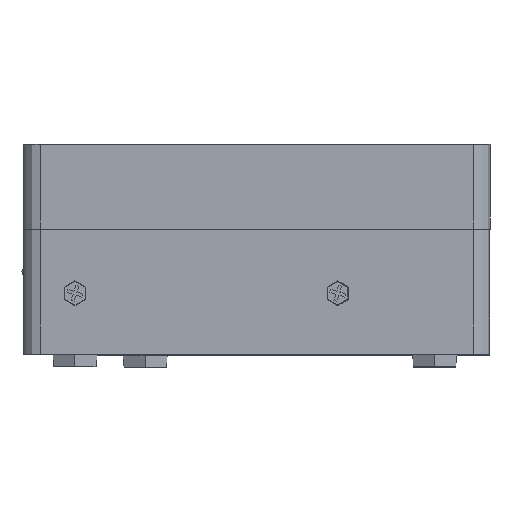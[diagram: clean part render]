
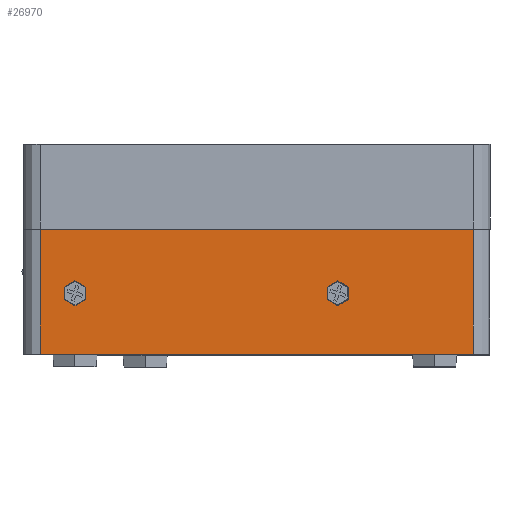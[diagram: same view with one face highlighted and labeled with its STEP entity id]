
A CAD part, top view. The second image highlights one B-rep face of the part: STEP entity #26970.
In plain terms, the highlighted planar face has unit normal (0, 0, 1).
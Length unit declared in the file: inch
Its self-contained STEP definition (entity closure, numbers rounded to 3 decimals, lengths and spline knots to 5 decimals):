
#1096 = DIRECTION ( 'NONE',  ( 0., 0., 1. ) ) ;
#1245 = EDGE_CURVE ( 'NONE', #25773, #10303, #21855, .T. ) ;
#1760 = ORIENTED_EDGE ( 'NONE', *, *, #1245, .F. ) ;
#1990 = CIRCLE ( 'NONE', #50001, 0.1125 ) ;
#2605 = VECTOR ( 'NONE', #13169, 39.37008 ) ;
#2987 = LINE ( 'NONE', #19340, #2605 ) ;
#3069 = VECTOR ( 'NONE', #7303, 39.37008 ) ;
#3372 = FACE_BOUND ( 'NONE', #27884, .T. ) ;
#4459 = VECTOR ( 'NONE', #43395, 39.37008 ) ;
#6391 = ORIENTED_EDGE ( 'NONE', *, *, #39079, .T. ) ;
#6957 = CARTESIAN_POINT ( 'NONE',  ( -4.06079, 1.125, 5.91 ) ) ;
#7303 = DIRECTION ( 'NONE',  ( 1., 0., 0. ) ) ;
#8276 = CIRCLE ( 'NONE', #17680, 0.1125 ) ;
#8511 = DIRECTION ( 'NONE',  ( 0., 1., 0. ) ) ;
#8789 = VERTEX_POINT ( 'NONE', #50585 ) ;
#8932 = CARTESIAN_POINT ( 'NONE',  ( -3.74579, 0.55, 5.91 ) ) ;
#10120 = CARTESIAN_POINT ( 'NONE',  ( -1.37079, 0.55, 5.91 ) ) ;
#10303 = VERTEX_POINT ( 'NONE', #39502 ) ;
#10434 = ORIENTED_EDGE ( 'NONE', *, *, #22874, .T. ) ;
#10913 = EDGE_CURVE ( 'NONE', #10303, #25773, #8276, .T. ) ;
#11050 = LINE ( 'NONE', #24442, #3069 ) ;
#11710 = FACE_OUTER_BOUND ( 'NONE', #21256, .T. ) ;
#12334 = VERTEX_POINT ( 'NONE', #21156 ) ;
#12510 = FACE_BOUND ( 'NONE', #46170, .T. ) ;
#13169 = DIRECTION ( 'NONE',  ( 0., -1., 0. ) ) ;
#13382 = VERTEX_POINT ( 'NONE', #6957 ) ;
#13450 = DIRECTION ( 'NONE',  ( 0., -1., 0. ) ) ;
#14597 = LINE ( 'NONE', #18069, #52663 ) ;
#17530 = EDGE_CURVE ( 'NONE', #43584, #43486, #22862, .T. ) ;
#17612 = DIRECTION ( 'NONE',  ( 0., 0., 1. ) ) ;
#17680 = AXIS2_PLACEMENT_3D ( 'NONE', #8932, #1096, #13450 ) ;
#18069 = CARTESIAN_POINT ( 'NONE',  ( -0.14579, 1.125, 5.91 ) ) ;
#18214 = CARTESIAN_POINT ( 'NONE',  ( -1.37079, 0.6625, 5.91 ) ) ;
#18665 = DIRECTION ( 'NONE',  ( 0., -1., 0. ) ) ;
#19340 = CARTESIAN_POINT ( 'NONE',  ( -4.06079, 1.125, 5.91 ) ) ;
#20653 = CARTESIAN_POINT ( 'NONE',  ( -1.37079, 0.4375, 5.91 ) ) ;
#21156 = CARTESIAN_POINT ( 'NONE',  ( -0.14579, 1.125, 5.91 ) ) ;
#21256 = EDGE_LOOP ( 'NONE', ( #10434, #6391, #42970, #27343 ) ) ;
#21855 = CIRCLE ( 'NONE', #38173, 0.1125 ) ;
#22862 = CIRCLE ( 'NONE', #42625, 0.1125 ) ;
#22874 = EDGE_CURVE ( 'NONE', #49112, #8789, #39363, .T. ) ;
#24442 = CARTESIAN_POINT ( 'NONE',  ( -4.21079, 1.125, 5.91 ) ) ;
#25773 = VERTEX_POINT ( 'NONE', #42816 ) ;
#26134 = DIRECTION ( 'NONE',  ( 0., 1., 0. ) ) ;
#26218 = EDGE_CURVE ( 'NONE', #13382, #12334, #11050, .T. ) ;
#26421 = DIRECTION ( 'NONE',  ( 0., -1., 0. ) ) ;
#26970 = ADVANCED_FACE ( 'NONE', ( #12510, #3372, #11710 ), #41236, .F. ) ;
#27343 = ORIENTED_EDGE ( 'NONE', *, *, #43444, .T. ) ;
#27705 = ORIENTED_EDGE ( 'NONE', *, *, #17530, .F. ) ;
#27884 = EDGE_LOOP ( 'NONE', ( #42796, #1760 ) ) ;
#30317 = CARTESIAN_POINT ( 'NONE',  ( -4.06079, 0., 5.91 ) ) ;
#30975 = CARTESIAN_POINT ( 'NONE',  ( -3.74579, 0.55, 5.91 ) ) ;
#31248 = DIRECTION ( 'NONE',  ( 0., 0., 1. ) ) ;
#32103 = CARTESIAN_POINT ( 'NONE',  ( -4.21079, 1.125, 5.91 ) ) ;
#34738 = DIRECTION ( 'NONE',  ( 0., 0., 1. ) ) ;
#38173 = AXIS2_PLACEMENT_3D ( 'NONE', #30975, #31248, #26421 ) ;
#39079 = EDGE_CURVE ( 'NONE', #8789, #12334, #14597, .T. ) ;
#39363 = LINE ( 'NONE', #47425, #4459 ) ;
#39502 = CARTESIAN_POINT ( 'NONE',  ( -3.74579, 0.4375, 5.91 ) ) ;
#40973 = DIRECTION ( 'NONE',  ( 0., 0., -1. ) ) ;
#41236 = PLANE ( 'NONE',  #48527 ) ;
#42625 = AXIS2_PLACEMENT_3D ( 'NONE', #47344, #34738, #47613 ) ;
#42796 = ORIENTED_EDGE ( 'NONE', *, *, #10913, .F. ) ;
#42816 = CARTESIAN_POINT ( 'NONE',  ( -3.74579, 0.6625, 5.91 ) ) ;
#42970 = ORIENTED_EDGE ( 'NONE', *, *, #26218, .F. ) ;
#43395 = DIRECTION ( 'NONE',  ( 1., 0., 0. ) ) ;
#43444 = EDGE_CURVE ( 'NONE', #13382, #49112, #2987, .T. ) ;
#43486 = VERTEX_POINT ( 'NONE', #20653 ) ;
#43584 = VERTEX_POINT ( 'NONE', #18214 ) ;
#46170 = EDGE_LOOP ( 'NONE', ( #46701, #27705 ) ) ;
#46701 = ORIENTED_EDGE ( 'NONE', *, *, #46944, .F. ) ;
#46944 = EDGE_CURVE ( 'NONE', #43486, #43584, #1990, .T. ) ;
#47344 = CARTESIAN_POINT ( 'NONE',  ( -1.37079, 0.55, 5.91 ) ) ;
#47425 = CARTESIAN_POINT ( 'NONE',  ( -4.21079, 0., 5.91 ) ) ;
#47613 = DIRECTION ( 'NONE',  ( 0., -1., 0. ) ) ;
#48527 = AXIS2_PLACEMENT_3D ( 'NONE', #32103, #40973, #8511 ) ;
#49112 = VERTEX_POINT ( 'NONE', #30317 ) ;
#50001 = AXIS2_PLACEMENT_3D ( 'NONE', #10120, #17612, #18665 ) ;
#50585 = CARTESIAN_POINT ( 'NONE',  ( -0.14579, 0., 5.91 ) ) ;
#52663 = VECTOR ( 'NONE', #26134, 39.37008 ) ;
